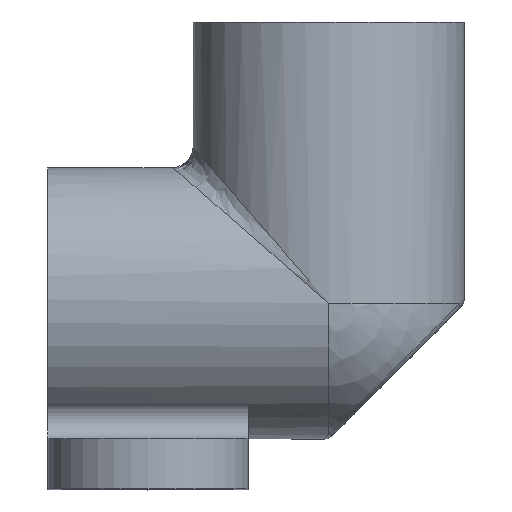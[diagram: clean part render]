
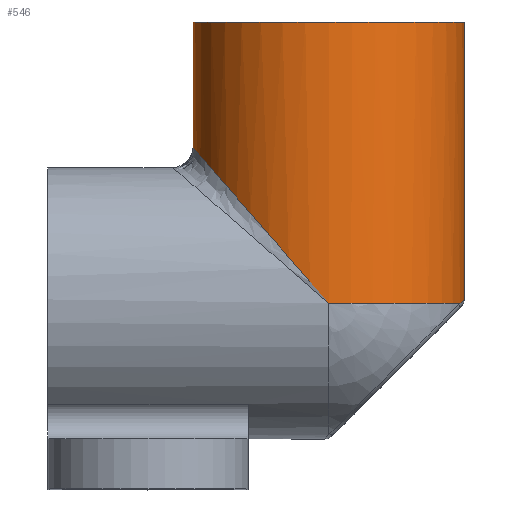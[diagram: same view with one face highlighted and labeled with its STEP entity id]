
A CAD part, top view. The second image highlights one B-rep face of the part: STEP entity #546.
In plain terms, the highlighted cylindrical face has radius 13.5 mm (diameter 27 mm), a full revolution.
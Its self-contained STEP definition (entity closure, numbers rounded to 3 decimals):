
#35=CYLINDRICAL_SURFACE('',#627,13.5);
#51=B_SPLINE_CURVE_WITH_KNOTS('',3,(#1009,#1010,#1011,#1012),
 .UNSPECIFIED.,.F.,.F.,(4,4),(0.,1.),.UNSPECIFIED.);
#53=B_SPLINE_CURVE_WITH_KNOTS('',3,(#1182,#1183,#1184,#1185,#1186,#1187,
#1188,#1189,#1190,#1191,#1192,#1193,#1194,#1195,#1196,#1197,#1198,#1199,
#1200,#1201,#1202,#1203,#1204,#1205,#1206,#1207,#1208,#1209,#1210,#1211,
#1212,#1213,#1214,#1215,#1216,#1217,#1218,#1219,#1220,#1221,#1222,#1223,
#1224,#1225,#1226,#1227,#1228,#1229,#1230,#1231,#1232,#1233,#1234,#1235,
#1236,#1237,#1238,#1239,#1240,#1241,#1242,#1243,#1244,#1245,#1246,#1247,
#1248,#1249,#1250,#1251,#1252,#1253,#1254,#1255,#1256,#1257,#1258,#1259,
#1260,#1261,#1262,#1263,#1264,#1265,#1266,#1267,#1268,#1269,#1270),
 .UNSPECIFIED.,.F.,.F.,(4,1,1,1,1,1,1,1,1,1,1,1,1,1,1,1,1,1,1,1,1,1,1,1,
1,1,1,1,1,1,1,1,1,1,1,1,1,1,1,1,1,1,1,1,1,1,1,1,1,1,1,1,1,1,1,1,1,1,1,1,
1,1,1,1,1,1,1,1,1,1,1,1,1,1,1,1,1,1,1,1,1,1,1,1,1,1,4),(0.,0.016,0.031,
0.047,0.055,0.059,0.063,0.066,0.07,0.078,0.094,
0.109,0.117,0.121,0.125,0.129,0.133,0.141,0.156,
0.172,0.18,0.188,0.195,0.203,0.219,0.234,0.242,
0.25,0.258,0.266,0.281,0.297,0.305,0.313,0.32,0.328,
0.344,0.359,0.375,0.391,0.406,0.438,0.469,0.5,0.531,0.563,
0.594,0.609,0.625,0.641,0.656,0.672,0.68,0.688,0.695,
0.703,0.719,0.734,0.742,0.75,0.758,0.766,0.781,0.797,
0.805,0.813,0.82,0.828,0.844,0.859,0.867,0.871,
0.875,0.879,0.883,0.891,0.906,0.922,0.93,0.934,
0.938,0.941,0.945,0.953,0.969,0.984,1.),.UNSPECIFIED.);
#246=ORIENTED_EDGE('',*,*,#324,.T.);
#247=ORIENTED_EDGE('',*,*,#330,.T.);
#248=ORIENTED_EDGE('',*,*,#320,.T.);
#249=ORIENTED_EDGE('',*,*,#331,.T.);
#250=ORIENTED_EDGE('',*,*,#325,.F.);
#320=EDGE_CURVE('',#375,#369,#51,.T.);
#324=EDGE_CURVE('',#378,#377,#53,.T.);
#325=EDGE_CURVE('',#379,#379,#407,.T.);
#330=EDGE_CURVE('',#377,#375,#411,.T.);
#331=EDGE_CURVE('',#369,#378,#412,.T.);
#369=VERTEX_POINT('',#940);
#375=VERTEX_POINT('',#1006);
#377=VERTEX_POINT('',#1180);
#378=VERTEX_POINT('',#1181);
#379=VERTEX_POINT('',#1274);
#407=CIRCLE('',#612,13.5);
#411=CIRCLE('',#618,13.5);
#412=CIRCLE('',#620,13.5);
#456=EDGE_LOOP('',(#246,#247,#248,#249));
#457=EDGE_LOOP('',(#250));
#506=FACE_BOUND('',#456,.T.);
#507=FACE_BOUND('',#457,.T.);
#546=ADVANCED_FACE('',(#506,#507),#35,.T.);
#612=AXIS2_PLACEMENT_3D('',#1273,#751,#752);
#618=AXIS2_PLACEMENT_3D('',#1282,#764,#765);
#620=AXIS2_PLACEMENT_3D('',#1284,#768,#769);
#627=AXIS2_PLACEMENT_3D('',#1292,#783,#784);
#751=DIRECTION('',(0.,1.,0.));
#752=DIRECTION('',(0.,0.,1.));
#764=DIRECTION('',(0.,1.,0.));
#765=DIRECTION('',(0.,0.,1.));
#768=DIRECTION('',(0.,1.,0.));
#769=DIRECTION('',(0.,0.,1.));
#783=DIRECTION('',(0.,-1.,0.));
#784=DIRECTION('',(0.,0.,-1.));
#940=CARTESIAN_POINT('',(13.053,0.,-3.446));
#1006=CARTESIAN_POINT('',(13.053,0.,3.446));
#1009=CARTESIAN_POINT('',(13.053,0.,3.446));
#1010=CARTESIAN_POINT('',(13.649,0.552,1.188));
#1011=CARTESIAN_POINT('',(13.649,0.552,-1.188));
#1012=CARTESIAN_POINT('',(13.053,0.,-3.446));
#1180=CARTESIAN_POINT('',(0.,0.,13.5));
#1181=CARTESIAN_POINT('',(0.,0.,-13.5));
#1182=CARTESIAN_POINT('',(0.,0.,-13.5));
#1183=CARTESIAN_POINT('',(-0.2,0.229,-13.5));
#1184=CARTESIAN_POINT('',(-0.574,0.659,-13.491));
#1185=CARTESIAN_POINT('',(-1.059,1.216,-13.461));
#1186=CARTESIAN_POINT('',(-1.404,1.611,-13.428));
#1187=CARTESIAN_POINT('',(-1.605,1.843,-13.405));
#1188=CARTESIAN_POINT('',(-1.721,1.976,-13.39));
#1189=CARTESIAN_POINT('',(-1.773,2.036,-13.383));
#1190=CARTESIAN_POINT('',(-1.937,2.224,-13.361));
#1191=CARTESIAN_POINT('',(-2.113,2.426,-13.334));
#1192=CARTESIAN_POINT('',(-2.433,2.793,-13.281));
#1193=CARTESIAN_POINT('',(-2.857,3.281,-13.197));
#1194=CARTESIAN_POINT('',(-3.26,3.743,-13.102));
#1195=CARTESIAN_POINT('',(-3.522,4.044,-13.033));
#1196=CARTESIAN_POINT('',(-3.675,4.219,-12.99));
#1197=CARTESIAN_POINT('',(-3.769,4.327,-12.964));
#1198=CARTESIAN_POINT('',(-3.93,4.512,-12.916));
#1199=CARTESIAN_POINT('',(-4.119,4.729,-12.857));
#1200=CARTESIAN_POINT('',(-4.454,5.113,-12.747));
#1201=CARTESIAN_POINT('',(-4.91,5.637,-12.58));
#1202=CARTESIAN_POINT('',(-5.34,6.131,-12.402));
#1203=CARTESIAN_POINT('',(-5.68,6.521,-12.248));
#1204=CARTESIAN_POINT('',(-5.898,6.772,-12.145));
#1205=CARTESIAN_POINT('',(-6.221,7.143,-11.983));
#1206=CARTESIAN_POINT('',(-6.602,7.58,-11.779));
#1207=CARTESIAN_POINT('',(-7.075,8.123,-11.504));
#1208=CARTESIAN_POINT('',(-7.513,8.626,-11.22));
#1209=CARTESIAN_POINT('',(-7.858,9.022,-10.978));
#1210=CARTESIAN_POINT('',(-8.087,9.285,-10.812));
#1211=CARTESIAN_POINT('',(-8.395,9.638,-10.575));
#1212=CARTESIAN_POINT('',(-8.763,10.061,-10.274));
#1213=CARTESIAN_POINT('',(-9.213,10.577,-9.876));
#1214=CARTESIAN_POINT('',(-9.627,11.053,-9.47));
#1215=CARTESIAN_POINT('',(-9.947,11.421,-9.129));
#1216=CARTESIAN_POINT('',(-10.163,11.668,-8.889));
#1217=CARTESIAN_POINT('',(-10.43,11.975,-8.575));
#1218=CARTESIAN_POINT('',(-10.75,12.343,-8.173));
#1219=CARTESIAN_POINT('',(-11.132,12.78,-7.652));
#1220=CARTESIAN_POINT('',(-11.549,13.259,-7.004));
#1221=CARTESIAN_POINT('',(-11.909,13.673,-6.375));
#1222=CARTESIAN_POINT('',(-12.288,14.108,-5.613));
#1223=CARTESIAN_POINT('',(-12.707,14.589,-4.612));
#1224=CARTESIAN_POINT('',(-13.112,15.055,-3.352));
#1225=CARTESIAN_POINT('',(-13.433,15.423,-1.667));
#1226=CARTESIAN_POINT('',(-13.533,15.539,0.));
#1227=CARTESIAN_POINT('',(-13.433,15.423,1.667));
#1228=CARTESIAN_POINT('',(-13.112,15.055,3.352));
#1229=CARTESIAN_POINT('',(-12.707,14.589,4.612));
#1230=CARTESIAN_POINT('',(-12.288,14.108,5.613));
#1231=CARTESIAN_POINT('',(-11.909,13.673,6.375));
#1232=CARTESIAN_POINT('',(-11.549,13.259,7.004));
#1233=CARTESIAN_POINT('',(-11.132,12.78,7.651));
#1234=CARTESIAN_POINT('',(-10.75,12.343,8.173));
#1235=CARTESIAN_POINT('',(-10.43,11.975,8.575));
#1236=CARTESIAN_POINT('',(-10.163,11.668,8.889));
#1237=CARTESIAN_POINT('',(-9.947,11.421,9.129));
#1238=CARTESIAN_POINT('',(-9.627,11.053,9.47));
#1239=CARTESIAN_POINT('',(-9.213,10.577,9.876));
#1240=CARTESIAN_POINT('',(-8.763,10.061,10.274));
#1241=CARTESIAN_POINT('',(-8.395,9.638,10.575));
#1242=CARTESIAN_POINT('',(-8.087,9.285,10.812));
#1243=CARTESIAN_POINT('',(-7.858,9.022,10.978));
#1244=CARTESIAN_POINT('',(-7.513,8.626,11.22));
#1245=CARTESIAN_POINT('',(-7.075,8.123,11.504));
#1246=CARTESIAN_POINT('',(-6.602,7.58,11.779));
#1247=CARTESIAN_POINT('',(-6.221,7.143,11.983));
#1248=CARTESIAN_POINT('',(-5.898,6.772,12.145));
#1249=CARTESIAN_POINT('',(-5.68,6.521,12.248));
#1250=CARTESIAN_POINT('',(-5.34,6.131,12.402));
#1251=CARTESIAN_POINT('',(-4.91,5.637,12.58));
#1252=CARTESIAN_POINT('',(-4.454,5.113,12.747));
#1253=CARTESIAN_POINT('',(-4.119,4.729,12.857));
#1254=CARTESIAN_POINT('',(-3.93,4.512,12.916));
#1255=CARTESIAN_POINT('',(-3.769,4.327,12.964));
#1256=CARTESIAN_POINT('',(-3.675,4.219,12.99));
#1257=CARTESIAN_POINT('',(-3.522,4.044,13.033));
#1258=CARTESIAN_POINT('',(-3.26,3.743,13.102));
#1259=CARTESIAN_POINT('',(-2.857,3.281,13.197));
#1260=CARTESIAN_POINT('',(-2.433,2.793,13.281));
#1261=CARTESIAN_POINT('',(-2.113,2.426,13.334));
#1262=CARTESIAN_POINT('',(-1.937,2.224,13.361));
#1263=CARTESIAN_POINT('',(-1.773,2.036,13.383));
#1264=CARTESIAN_POINT('',(-1.721,1.976,13.39));
#1265=CARTESIAN_POINT('',(-1.605,1.843,13.405));
#1266=CARTESIAN_POINT('',(-1.404,1.611,13.428));
#1267=CARTESIAN_POINT('',(-1.059,1.216,13.461));
#1268=CARTESIAN_POINT('',(-0.574,0.659,13.491));
#1269=CARTESIAN_POINT('',(-0.2,0.229,13.5));
#1270=CARTESIAN_POINT('',(0.,0.,13.5));
#1273=CARTESIAN_POINT('',(0.,28.,0.));
#1274=CARTESIAN_POINT('',(0.,28.,13.5));
#1282=CARTESIAN_POINT('',(0.,0.,0.));
#1284=CARTESIAN_POINT('',(0.,0.,0.));
#1292=CARTESIAN_POINT('',(0.,28.,0.));
